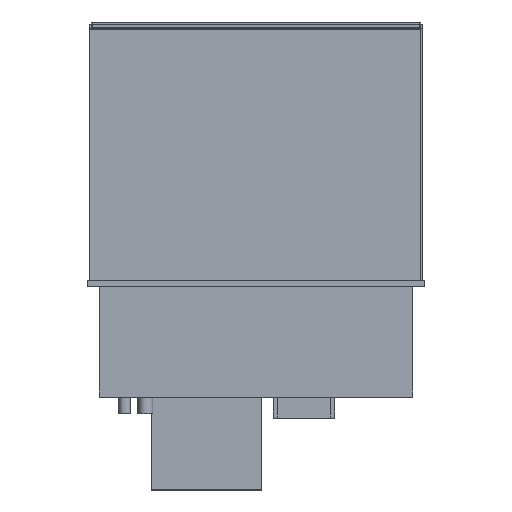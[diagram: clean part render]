
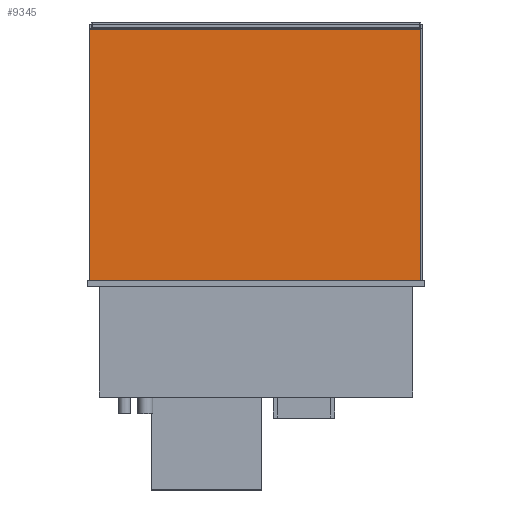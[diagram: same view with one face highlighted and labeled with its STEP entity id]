
A CAD part, top view. The second image highlights one B-rep face of the part: STEP entity #9345.
In plain terms, the highlighted planar face has unit normal (0, 0, 1).
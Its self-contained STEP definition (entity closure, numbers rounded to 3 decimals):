
#799=FACE_OUTER_BOUND('',#1345,.T.);
#1345=EDGE_LOOP('',(#8269,#8270,#8271,#8272));
#2457=LINE('',#15022,#3621);
#2470=LINE('',#15049,#3634);
#2491=LINE('',#15089,#3655);
#2492=LINE('',#15091,#3656);
#3621=VECTOR('',#12385,10.);
#3634=VECTOR('',#12402,10.);
#3655=VECTOR('',#12441,10.);
#3656=VECTOR('',#12444,10.);
#4493=VERTEX_POINT('',#15020);
#4494=VERTEX_POINT('',#15021);
#4506=VERTEX_POINT('',#15047);
#4516=VERTEX_POINT('',#15087);
#5741=EDGE_CURVE('',#4493,#4494,#2457,.T.);
#5754=EDGE_CURVE('',#4506,#4493,#2470,.T.);
#5775=EDGE_CURVE('',#4516,#4494,#2491,.T.);
#5776=EDGE_CURVE('',#4506,#4516,#2492,.T.);
#8269=ORIENTED_EDGE('',*,*,#5776,.T.);
#8270=ORIENTED_EDGE('',*,*,#5775,.T.);
#8271=ORIENTED_EDGE('',*,*,#5741,.F.);
#8272=ORIENTED_EDGE('',*,*,#5754,.F.);
#8814=PLANE('',#10055);
#9345=ADVANCED_FACE('',(#799),#8814,.T.);
#10055=AXIS2_PLACEMENT_3D('',#15090,#12442,#12443);
#12385=DIRECTION('',(1.,0.,0.));
#12402=DIRECTION('',(0.,1.,0.));
#12441=DIRECTION('',(0.,1.,0.));
#12442=DIRECTION('center_axis',(0.,0.,1.));
#12443=DIRECTION('ref_axis',(1.,0.,0.));
#12444=DIRECTION('',(1.,0.,0.));
#15020=CARTESIAN_POINT('',(-557.5,860.,347.5));
#15021=CARTESIAN_POINT('',(550.5,860.,347.5));
#15022=CARTESIAN_POINT('',(-557.5,860.,347.5));
#15047=CARTESIAN_POINT('',(-557.5,20.,347.5));
#15049=CARTESIAN_POINT('',(-557.5,20.,347.5));
#15087=CARTESIAN_POINT('',(550.5,20.,347.5));
#15089=CARTESIAN_POINT('',(550.5,20.,347.5));
#15090=CARTESIAN_POINT('Origin',(-557.5,20.,347.5));
#15091=CARTESIAN_POINT('',(-557.5,20.,347.5));
